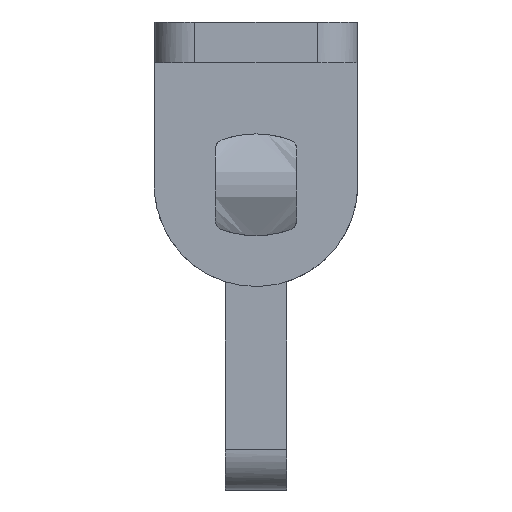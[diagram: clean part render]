
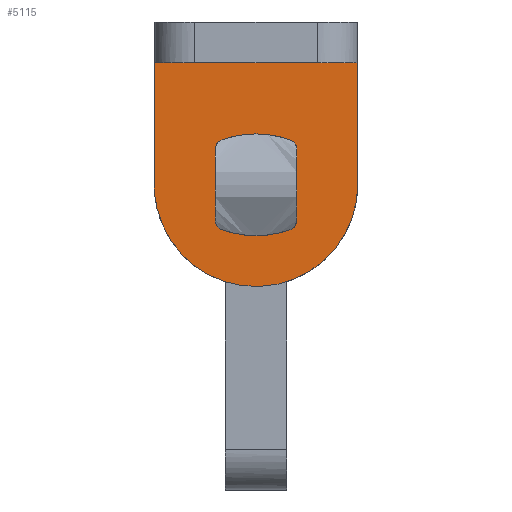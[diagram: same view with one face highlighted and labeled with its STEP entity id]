
A CAD part, left-side view. The second image highlights one B-rep face of the part: STEP entity #5115.
In plain terms, the highlighted free-form (B-spline) face has degree [1, 1] with [2, 2] control points.
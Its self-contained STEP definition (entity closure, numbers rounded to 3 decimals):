
#4657=CARTESIAN_POINT('',(-2.0,-1.475,1.387));
#4658=VERTEX_POINT('',#4657);
#4659=CARTESIAN_POINT('',(-2.0,-1.475,-1.387));
#4660=VERTEX_POINT('',#4659);
#4661=CARTESIAN_POINT('',(-2.0,-1.475,1.387));
#4662=CARTESIAN_POINT('',(-2.0,-1.475,-1.387));
#4663=QUASI_UNIFORM_CURVE('',1,(#4661,#4662),.UNSPECIFIED.,.F.,.U.);
#4664=EDGE_CURVE('',#4658,#4660,#4663,.T.);
#4702=CARTESIAN_POINT('',(-2.0,1.475,1.387));
#4703=VERTEX_POINT('',#4702);
#4704=CARTESIAN_POINT('',(-2.0,1.475,1.387));
#4705=CARTESIAN_POINT('',(-2.0,0.875,2.025));
#4706=CARTESIAN_POINT('',(-2.0,0.0,2.025));
#4707=CARTESIAN_POINT('',(-2.0,-0.875,2.025));
#4708=CARTESIAN_POINT('',(-2.0,-1.475,1.387));
#4716=(BOUNDED_CURVE()B_SPLINE_CURVE(2,(#4704,#4705,#4706,#4707,#4708),.UNSPECIFIED.,.F.,.U.)B_SPLINE_CURVE_WITH_KNOTS((3,2,3),(0.0,0.5,1.0),.UNSPECIFIED.)CURVE()GEOMETRIC_REPRESENTATION_ITEM()RATIONAL_B_SPLINE_CURVE((1.0,0.918,1.0,0.918,1.0))REPRESENTATION_ITEM(''));
#4717=EDGE_CURVE('',#4703,#4658,#4716,.T.);
#4750=CARTESIAN_POINT('',(-2.0,1.475,-1.387));
#4751=VERTEX_POINT('',#4750);
#4752=CARTESIAN_POINT('',(-2.0,1.475,-1.387));
#4753=CARTESIAN_POINT('',(-2.0,1.475,1.387));
#4754=QUASI_UNIFORM_CURVE('',1,(#4752,#4753),.UNSPECIFIED.,.F.,.U.);
#4755=EDGE_CURVE('',#4751,#4703,#4754,.T.);
#4787=CARTESIAN_POINT('',(-2.0,-1.475,-1.387));
#4788=CARTESIAN_POINT('',(-2.,-0.875,-2.025));
#4789=CARTESIAN_POINT('',(-2.0,0.0,-2.025));
#4790=CARTESIAN_POINT('',(-2.,0.875,-2.025));
#4791=CARTESIAN_POINT('',(-2.0,1.475,-1.387));
#4799=(BOUNDED_CURVE()B_SPLINE_CURVE(2,(#4787,#4788,#4789,#4790,#4791),.UNSPECIFIED.,.F.,.U.)B_SPLINE_CURVE_WITH_KNOTS((3,2,3),(0.0,0.5,1.0),.UNSPECIFIED.)CURVE()GEOMETRIC_REPRESENTATION_ITEM()RATIONAL_B_SPLINE_CURVE((1.0,0.918,1.0,0.918,1.0))REPRESENTATION_ITEM(''));
#4800=EDGE_CURVE('',#4660,#4751,#4799,.T.);
#4833=CARTESIAN_POINT('',(-2.0,5.,6.0));
#4834=VERTEX_POINT('',#4833);
#4840=CARTESIAN_POINT('',(-2.0,-5.,6.0));
#4841=VERTEX_POINT('',#4840);
#4842=CARTESIAN_POINT('',(-2.0,-5.,6.0));
#4843=CARTESIAN_POINT('',(-2.0,5.,6.0));
#4844=QUASI_UNIFORM_CURVE('',1,(#4842,#4843),.UNSPECIFIED.,.F.,.U.);
#4845=EDGE_CURVE('',#4841,#4834,#4844,.T.);
#4963=CARTESIAN_POINT('',(-2.0,-5.,0.));
#4964=VERTEX_POINT('',#4963);
#4965=CARTESIAN_POINT('',(-2.0,5.,0.));
#4966=VERTEX_POINT('',#4965);
#4967=CARTESIAN_POINT('',(-2.0,-5.,0.));
#4968=CARTESIAN_POINT('',(-2.,-5.,-2.887));
#4969=CARTESIAN_POINT('',(-2.0,-2.5,-4.33));
#4970=CARTESIAN_POINT('',(-2.,0.,-5.774));
#4971=CARTESIAN_POINT('',(-2.0,2.5,-4.33));
#4972=CARTESIAN_POINT('',(-2.,5.,-2.887));
#4973=CARTESIAN_POINT('',(-2.0,5.,0.));
#4981=(BOUNDED_CURVE()B_SPLINE_CURVE(2,(#4967,#4968,#4969,#4970,#4971,#4972,#4973),.UNSPECIFIED.,.F.,.U.)B_SPLINE_CURVE_WITH_KNOTS((3,2,2,3),(0.0,0.333,0.667,1.0),.UNSPECIFIED.)CURVE()GEOMETRIC_REPRESENTATION_ITEM()RATIONAL_B_SPLINE_CURVE((1.0,0.866,1.0,0.866,1.0,0.866,1.0))REPRESENTATION_ITEM(''));
#4982=EDGE_CURVE('',#4964,#4966,#4981,.T.);
#5030=CARTESIAN_POINT('',(-2.0,-5.,6.0));
#5031=CARTESIAN_POINT('',(-2.0,-5.,0.));
#5032=QUASI_UNIFORM_CURVE('',1,(#5030,#5031),.UNSPECIFIED.,.F.,.U.);
#5033=EDGE_CURVE('',#4841,#4964,#5032,.T.);
#5090=CARTESIAN_POINT('',(-2.0,5.,0.));
#5091=CARTESIAN_POINT('',(-2.0,5.,6.0));
#5092=QUASI_UNIFORM_CURVE('',1,(#5090,#5091),.UNSPECIFIED.,.F.,.U.);
#5093=EDGE_CURVE('',#4966,#4834,#5092,.T.);
#5098=CARTESIAN_POINT('',(-2.0,-5.499,6.549));
#5099=CARTESIAN_POINT('',(-2.0,5.5,6.549));
#5100=CARTESIAN_POINT('',(-2.0,-5.499,-5.549));
#5101=CARTESIAN_POINT('',(-2.0,5.5,-5.549));
#5102=B_SPLINE_SURFACE_WITH_KNOTS('',1,1,((#5098,#5100),(#5099,#5101)),.UNSPECIFIED.,.F.,.F.,.U.,(2,2),(2,2),(0.0,10.999),(0.0,12.099),.UNSPECIFIED.);
#5103=ORIENTED_EDGE('',*,*,#5093,.F.);
#5104=ORIENTED_EDGE('',*,*,#4982,.F.);
#5105=ORIENTED_EDGE('',*,*,#5033,.F.);
#5106=ORIENTED_EDGE('',*,*,#4845,.T.);
#5107=EDGE_LOOP('',(#5103,#5104,#5105,#5106));
#5108=FACE_OUTER_BOUND('',#5107,.T.);
#5109=ORIENTED_EDGE('',*,*,#4800,.T.);
#5110=ORIENTED_EDGE('',*,*,#4755,.T.);
#5111=ORIENTED_EDGE('',*,*,#4717,.T.);
#5112=ORIENTED_EDGE('',*,*,#4664,.T.);
#5113=EDGE_LOOP('',(#5109,#5110,#5111,#5112));
#5114=FACE_BOUND('',#5113,.T.);
#5115=ADVANCED_FACE('',(#5108,#5114),#5102,.T.);
